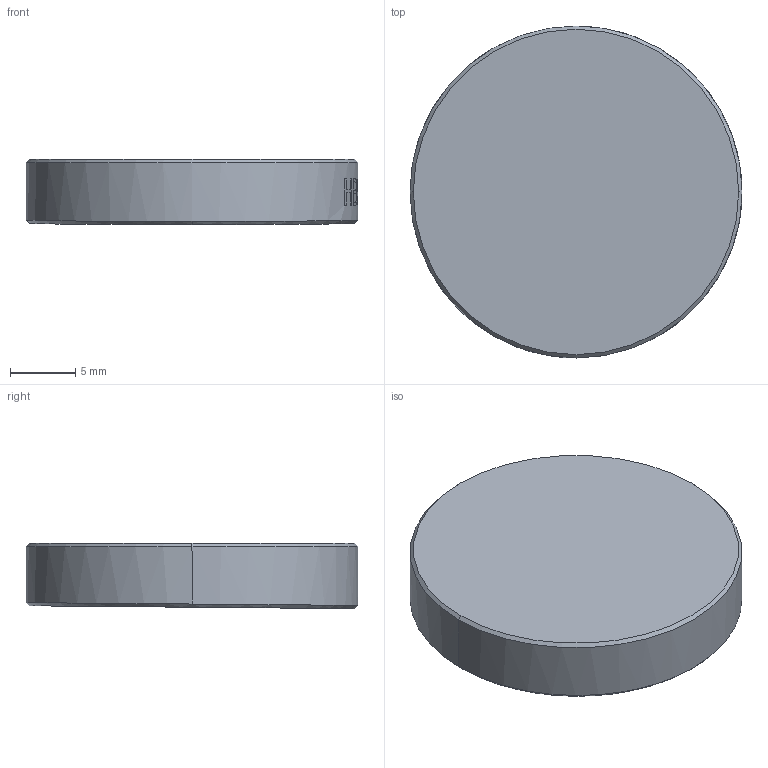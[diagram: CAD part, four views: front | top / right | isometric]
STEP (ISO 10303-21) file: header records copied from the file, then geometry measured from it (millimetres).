
FILE_DESCRIPTION (( 'STEP AP203' ), '1' );
FILE_NAME ('TTN006422-E0W.STEP', '2013-08-30T18:35:27', ( 'Admin' ), ( '' ), 'SwSTEP 2.0', 'SolidWorks 2012', '' );
FILE_SCHEMA (( 'CONFIG_CONTROL_DESIGN' ));
Length unit declared in the file: millimetre
Products named in the file (1): TTN006422-E0W
Bounding box: 25.4 x 25.4 x 5 mm (x, y, z)
Volume: 2472.1 mm3; surface area: 1380.1 mm2
Topology: 1 solids, 1 shells, 18 faces, 101 edges, 93 vertices
Faces by surface type: cylinder 12, bspline 2, cone 2, plane 2
Entity records: 1969 total; most frequent: CARTESIAN_POINT 1115, ORIENTED_EDGE 202, DIRECTION 117, EDGE_CURVE 101, VERTEX_POINT 93, B_SPLINE_CURVE_WITH_KNOTS 47, AXIS2_PLACEMENT_3D 46, CIRCLE 29
